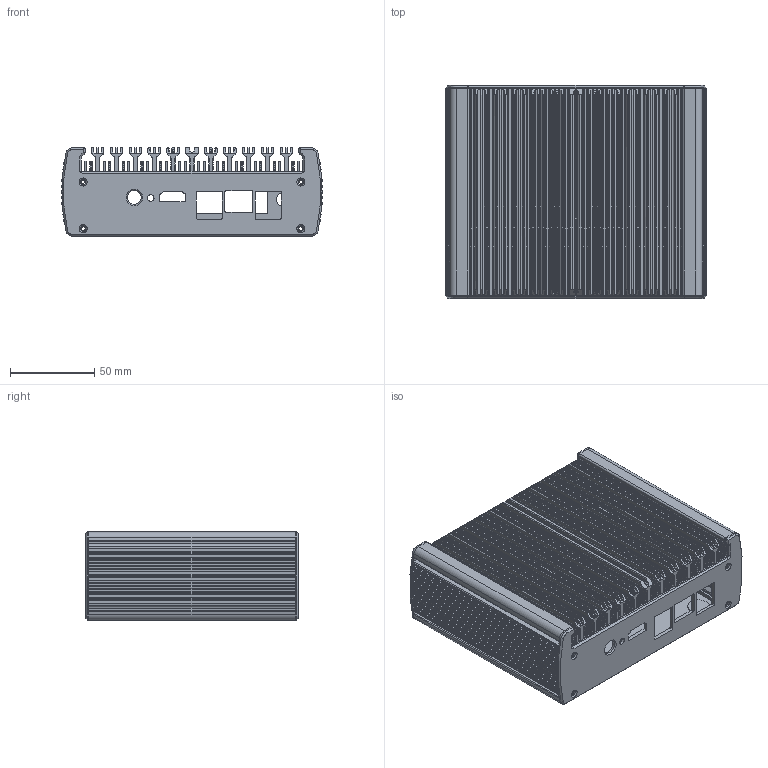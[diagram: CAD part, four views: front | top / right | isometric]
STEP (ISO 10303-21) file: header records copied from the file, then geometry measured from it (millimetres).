
FILE_DESCRIPTION(/* description */ (''),/* implementation_level */ '2;1');
FILE_NAME(/* name */ 'FW6ABC v1 v1.step',/* time_stamp */ '2021-10-14T17:19:28-07:00',/* author */ (''),/* organization */ (''),/* preprocessor_version */ 'ST-DEVELOPER v18.1',/* originating_system */ 'Autodesk Translation Framework v10.10.0.1391',/* authorisation */ '');
FILE_SCHEMA (('AUTOMOTIVE_DESIGN { 1 0 10303 214 3 1 1 }'));
Products named in the file (6): FW6ABC v1; N13-6L-V1_ASM_50_ASM; 2017-5-19-01_7; 2017-5-19-02_9; 2017-5-19-03_13; 2017-5-19-04_11
Assembly tree (5 placements, depth 3):
  FW6ABC v1
    N13-6L-V1_ASM_50_ASM
      2017-5-19-01_7
      2017-5-19-02_9
      2017-5-19-03_13
      2017-5-19-04_11
Bounding box: 155 x 126.5 x 52.5 mm (x, y, z)
Volume: 299349.9 mm3; surface area: 265669.6 mm2
Topology: 4 solids, 4 shells, 2514 faces, 7378 edges, 4900 vertices
Faces by surface type: cylinder 1988, plane 484, cone 42
Full cylindrical faces by diameter (mm): 1.6 x4, 2.1 x4, 2.5 x8, 3.2 x12, 3.5 x2, 3.9 x1, 4.3 x8, 5.3 x12, 6 x4, 8.1 x1, 8.2 x1, 13 x8
Entity records: 86650 total; most frequent: DIRECTION 16464, CARTESIAN_POINT 15327, ORIENTED_EDGE 14748, EDGE_CURVE 7374, AXIS2_PLACEMENT_3D 6597, VERTEX_POINT 4900, CIRCLE 3448, LINE 3270
